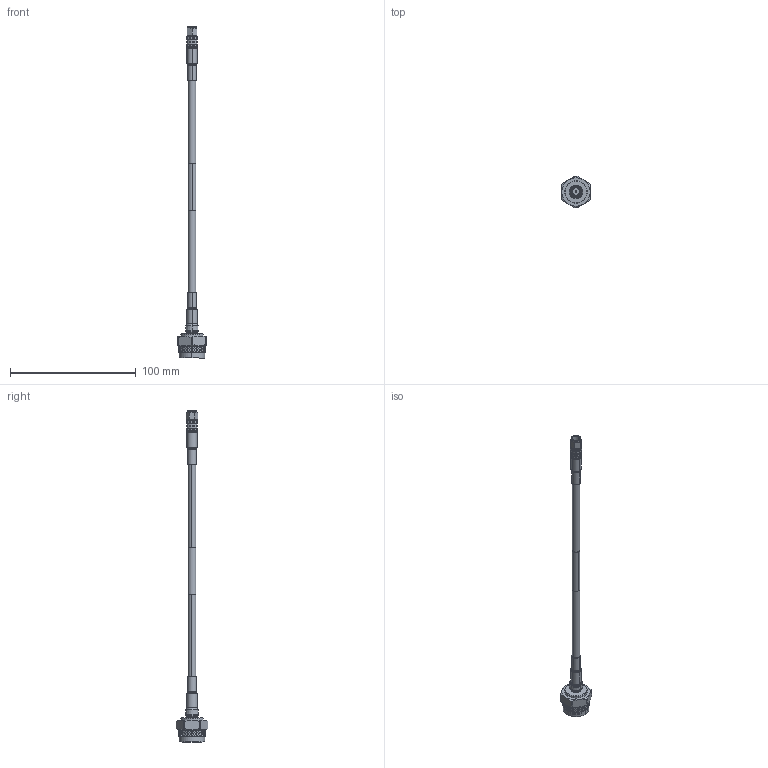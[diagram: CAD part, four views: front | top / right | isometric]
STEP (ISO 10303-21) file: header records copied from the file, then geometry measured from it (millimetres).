
FILE_DESCRIPTION (( 'STEP AP214' ), '1' );
FILE_NAME ('FMC00450_3D.step', '2023-02-10T01:08:43', ( '' ), ( '' ), 'SwSTEP 2.0', 'SolidWorks 2022', '' );
FILE_SCHEMA (( 'AUTOMOTIVE_DESIGN' ));
Length unit declared in the file: inch
Products named in the file (5): Copy of TC-240-SM-SS-X^FMC00450; Part1^FMC00450; FMC00450_3D; Copy of LMR-240^FMC00450_8 in Length; Copy of TC-240-NMH-X^FMC00450_默认
Assembly tree (4 placements, depth 2):
  FMC00450_3D
    Copy of TC-240-SM-SS-X^FMC00450
    Copy of TC-240-NMH-X^FMC00450_默认
    Copy of LMR-240^FMC00450_8 in Length
    Part1^FMC00450
Bounding box: 22.61 x 25.34 x 264.27 mm (x, y, z)
Volume: 12821.6 mm3; surface area: 14767.2 mm2
Topology: 8 solids, 8 shells, 2300 faces, 5050 edges, 2795 vertices
Faces by surface type: bspline 1520, cylinder 559, cone 132, plane 79, torus 10
Entity records: 81145 total; most frequent: CARTESIAN_POINT 48296, ORIENTED_EDGE 10100, EDGE_CURVE 5050, DIRECTION 3115, VERTEX_POINT 2795, EDGE_LOOP 2339, ADVANCED_FACE 2300, FACE_OUTER_BOUND 2300
